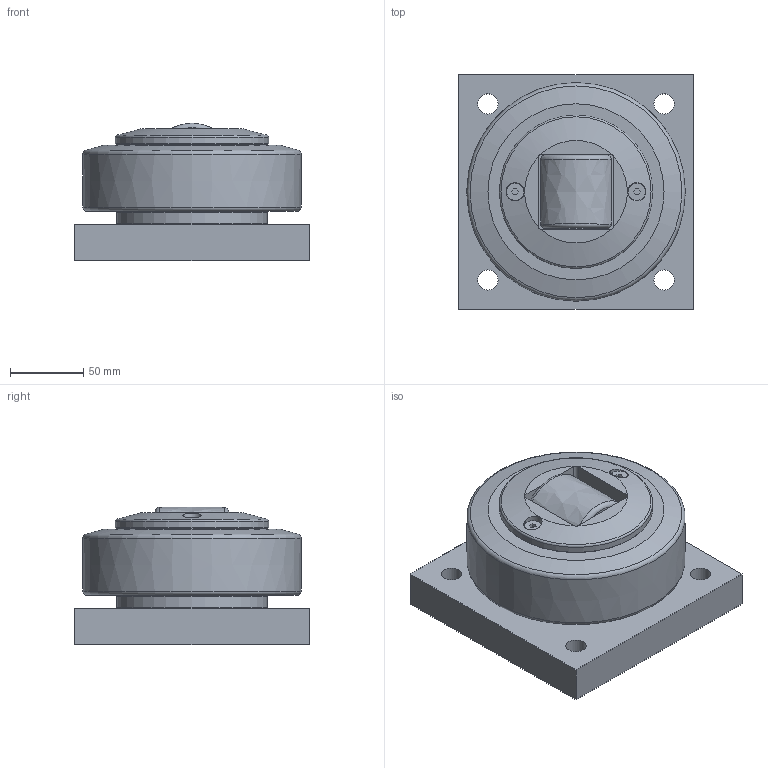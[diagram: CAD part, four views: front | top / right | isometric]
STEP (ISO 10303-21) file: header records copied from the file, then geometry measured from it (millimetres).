
FILE_DESCRIPTION(/* description */ ('-','CAx-IF Rec.Pracs.---Representation and Presentation of Product Manufacturing Information (PMI)---4.0---2014-10-13'),/* implementation_level */ '2;1');
FILE_NAME(/* name */ '8f70dd1f-44e5-4e91-bf8c-a924dadb52cc.stp',/* time_stamp */ '2020-04-01T16:40:35+02:00',/* author */ ('-'),/* organization */ ('NTI CADcenter A/S'),/* preprocessor_version */ 'ST-DEVELOPER v18',/* originating_system */ 'Autodesk Inventor 2020',/* authorisation */ '-');
FILE_SCHEMA (('AP242_MANAGED_MODEL_BASED_3D_ENGINEERING_MIM_LF { 1 0 10303 442 1 1 4 }'));
Length unit declared in the file: millimetre
Products named in the file (1): TR 150.0300 BQ1000_Kontur
Bounding box: 160 x 160 x 94 mm (x, y, z)
Volume: 1548202.9 mm3; surface area: 117741.7 mm2
Topology: 1 solids, 1 shells, 83 faces, 225 edges, 154 vertices
Faces by surface type: plane 47, cylinder 22, cone 7, torus 5, bspline 2
Full cylindrical faces by diameter (mm): 11.7 x2, 12.4 x2, 13.835 x4, 101.2 x1, 101.4 x1, 103 x1, 104.5 x1
Entity records: 2884 total; most frequent: CARTESIAN_POINT 657, DIRECTION 469, ORIENTED_EDGE 450, EDGE_CURVE 225, AXIS2_PLACEMENT_3D 176, VERTEX_POINT 154, LINE 117, VECTOR 117
